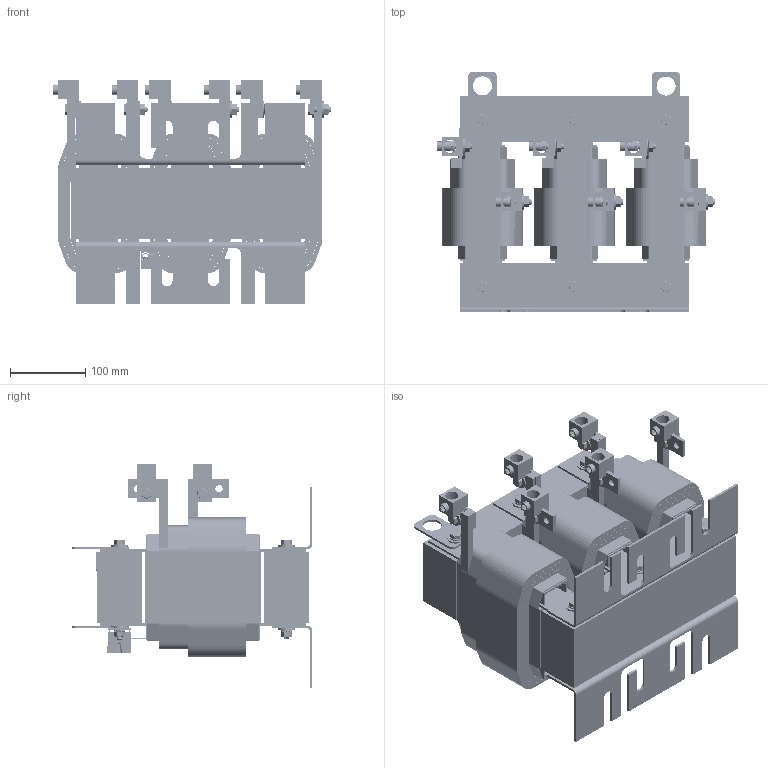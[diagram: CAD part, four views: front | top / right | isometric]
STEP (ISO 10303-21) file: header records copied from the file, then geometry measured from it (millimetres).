
FILE_DESCRIPTION(/* description */ (''),/* implementation_level */ '2;1');
FILE_NAME(/* name */ 'KTRMG200AX1.stp',/* time_stamp */ '2025-06-04T08:37:34-05:00',/* author */ ('jnelson'),/* organization */ (''),/* preprocessor_version */ 'ST-DEVELOPER v20',/* originating_system */ 'Autodesk Inventor 2024',/* authorisation */ '');
FILE_SCHEMA (('AUTOMOTIVE_DESIGN { 1 0 10303 214 3 1 1 }'));
Products named in the file (42): KTRMG200AX1; KTRMG200A; 21513-3.75; 30097- LARGE  BLANK  (REACTOR); 11619-31829-1714; Part2; 31621-1; 12641-31829-1714; 12641; 11619-Better; 28453; 28453_1; 11923insert-hex head; 11923-1; 11923-HEX SCREW; 31553-1; 31615; 31829-1714; 1714-better; 31829; Cell Label Reactor; 24157-with 32979 terminal; 21512; 21621-REV-A; 24157- core wrap; 24157-coil current; 24157-outer wrap; 24157-outer wrap 1; 21085-1; 32979; Thermal Switch Wired L- 31553 Bracket; TS1 WIRE L-31553 BRACKET; TS2 WIRE l-31553 bracket; 29477-SHORT LEADS; TS1A WIRE KTR5C; TS2 WIRE straight; 14927; 4631 AND 1714; 4631; 11619 AND 1714 ...
Assembly tree (86 placements, depth 5):
  KTRMG200AX1
    KTRMG200A
      21513-3.75  x2
      30097- LARGE  BLANK  (REACTOR)
      31621-1  x2
      11619-31829-1714  x4
        1714-better
        11619-Better
        31829
      Part2  x2
      12641-31829-1714  x6
        31829
        1714-better
        12641
      11619-Better  x2
      28453
        28453_1
        11923insert-hex head  x3
          11923-1
          11923-HEX SCREW
      31553-1
      31615
      31829-1714  x2
        1714-better
        31829
      Cell Label Reactor
      24157-with 32979 terminal  x3
        21512
        21621-REV-A
        24157- core wrap
        24157-coil current
        24157-outer wrap
        24157-outer wrap 1
        21085-1
        32979
      Thermal Switch Wired L- 31553 Bracket
        TS1 WIRE L-31553 BRACKET
        TS2 WIRE l-31553 bracket
        29477-SHORT LEADS
        TS1A WIRE KTR5C  x2
        TS2 WIRE straight  x2
    14927  x6
    4631 AND 1714  x6
      4631
      1714
    11619 AND 1714  x6
      11619
      1714
Bounding box: 369.83 x 319.79 x 297.03 mm (x, y, z)
Volume: 9975204.1 mm3; surface area: 3195045.1 mm2
Topology: 216 solids, 216 shells, 7148 faces, 19347 edges, 12730 vertices
Faces by surface type: plane 3219, cylinder 3211, bspline 390, cone 318, torus 6, sphere 4
Full cylindrical faces by diameter (mm): 1.524 x14, 4.166 x2, 4.496 x3, 4.724 x2, 5.172 x30, 6.104 x540, 6.35 x30, 6.41 x24, 6.604 x6, 7.01 x6, 7.874 x12, 7.938 x564, 8.128 x12, 8.334 x6, 8.636 x24, 9.144 x12, 9.525 x8, 9.652 x6, 9.906 x2, 10.312 x6, 11.144 x6, 12.7 x12, 15.748 x12, 17.65 x6, 22.225 x24, 25.4 x2
Entity records: 94427 total; most frequent: CARTESIAN_POINT 33648, ORIENTED_EDGE 12972, DIRECTION 11420, EDGE_CURVE 6486, VERTEX_POINT 4288, LINE 4030, VECTOR 4030, AXIS2_PLACEMENT_3D 3695
